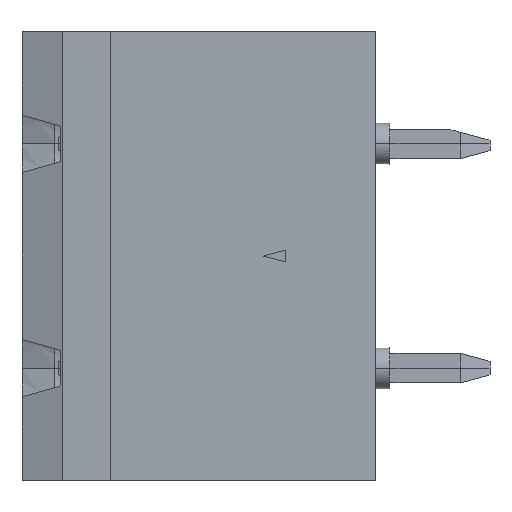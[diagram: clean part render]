
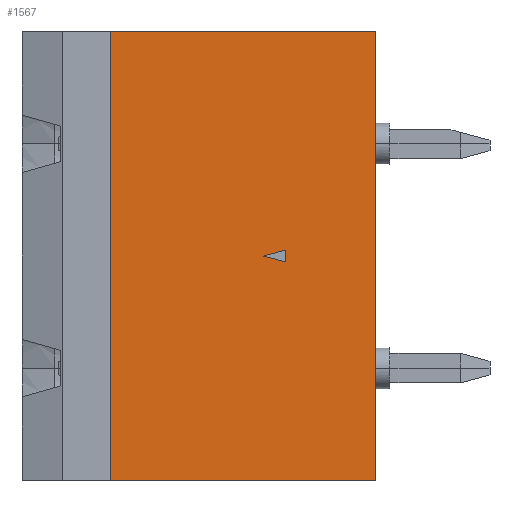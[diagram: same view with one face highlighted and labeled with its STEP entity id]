
A CAD part, left-side view. The second image highlights one B-rep face of the part: STEP entity #1567.
In plain terms, the highlighted planar face has unit normal (-1, 0, 0).
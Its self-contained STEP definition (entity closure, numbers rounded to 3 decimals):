
#1425=EDGE_CURVE('',#2995,#2547,#3716,.T.);
#1567=ADVANCED_FACE('',(#3871,#3872),#3873,.T.);
#2105=EDGE_CURVE('',#2169,#2123,#4468,.T.);
#2123=VERTEX_POINT('',#4488);
#2169=VERTEX_POINT('',#4539);
#2199=VERTEX_POINT('',#4575);
#2355=EDGE_CURVE('',#2169,#2401,#4747,.T.);
#2401=VERTEX_POINT('',#4799);
#2547=VERTEX_POINT('',#4965);
#2621=EDGE_CURVE('',#2401,#2199,#5047,.T.);
#2633=EDGE_CURVE('',#2199,#2123,#5059,.T.);
#2883=EDGE_CURVE('',#2915,#2995,#5343,.T.);
#2893=EDGE_CURVE('',#2547,#2915,#5354,.T.);
#2915=VERTEX_POINT('',#5379);
#2995=VERTEX_POINT('',#5468);
#3716=LINE('',#6368,#6369);
#3871=FACE_OUTER_BOUND('',#6596,.T.);
#3872=FACE_BOUND('',#6597,.T.);
#3873=PLANE('',#6598);
#4468=LINE('',#7414,#7415);
#4488=CARTESIAN_POINT('',(-7.67,0.0,0.0));
#4539=CARTESIAN_POINT('',(-7.67,9.0,0.0));
#4575=CARTESIAN_POINT('',(-7.67,0.0,-15.24));
#4747=LINE('',#7807,#7808);
#4799=CARTESIAN_POINT('',(-7.67,9.0,-15.24));
#4965=CARTESIAN_POINT('',(-7.67,3.05,-7.419));
#5047=LINE('',#8210,#8211);
#5059=LINE('',#8225,#8226);
#5343=LINE('',#8627,#8628);
#5354=LINE('',#8642,#8643);
#5379=CARTESIAN_POINT('',(-7.67,3.8,-7.62));
#5468=CARTESIAN_POINT('',(-7.67,3.05,-7.821));
#6368=CARTESIAN_POINT('',(-7.67,3.05,-6.35));
#6369=VECTOR('',#9773,1.0);
#6596=EDGE_LOOP('',(#9935,#9936,#9937,#9938));
#6597=EDGE_LOOP('',(#9939,#9940,#9941));
#6598=AXIS2_PLACEMENT_3D('',#9942,#9943,#9944);
#7414=CARTESIAN_POINT('',(-7.67,-36.627,0.0));
#7415=VECTOR('',#10635,1.0);
#7807=CARTESIAN_POINT('',(-7.67,9.0,-6.35));
#7808=VECTOR('',#10953,1.0);
#8210=CARTESIAN_POINT('',(-7.67,-36.627,-15.24));
#8211=VECTOR('',#11302,1.0);
#8225=CARTESIAN_POINT('',(-7.67,0.0,-6.43));
#8226=VECTOR('',#11305,1.0);
#8627=CARTESIAN_POINT('',(-7.67,-36.627,-18.452));
#8628=VECTOR('',#11688,1.0);
#8642=CARTESIAN_POINT('',(-7.67,-36.627,3.212));
#8643=VECTOR('',#11699,1.0);
#9773=DIRECTION('',(0.0,0.0,1.0));
#9935=ORIENTED_EDGE('',*,*,#2355,.T.);
#9936=ORIENTED_EDGE('',*,*,#2621,.T.);
#9937=ORIENTED_EDGE('',*,*,#2633,.T.);
#9938=ORIENTED_EDGE('',*,*,#2105,.F.);
#9939=ORIENTED_EDGE('',*,*,#2893,.F.);
#9940=ORIENTED_EDGE('',*,*,#1425,.F.);
#9941=ORIENTED_EDGE('',*,*,#2883,.F.);
#9942=CARTESIAN_POINT('',(-7.67,9.0,-3.89));
#9943=DIRECTION('',(-1.0,0.,0.0));
#9944=DIRECTION('',(0.,1.0,0.0));
#10635=DIRECTION('',(0.,-1.0,0.0));
#10953=DIRECTION('',(0.0,0.0,-1.0));
#11302=DIRECTION('',(0.,-1.0,0.0));
#11305=DIRECTION('',(0.0,0.0,1.0));
#11688=DIRECTION('',(0.,-0.966,-0.259));
#11699=DIRECTION('',(0.,0.966,-0.259));
